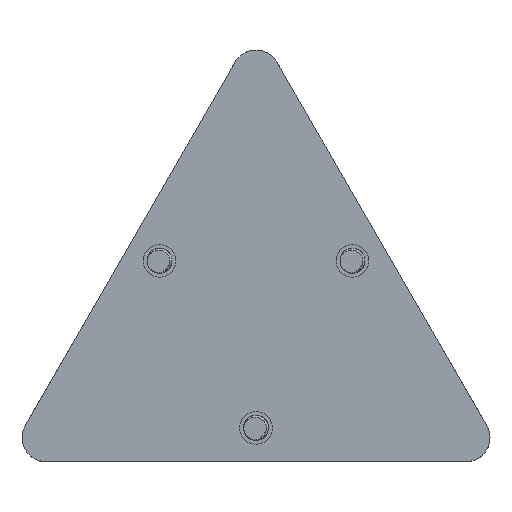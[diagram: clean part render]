
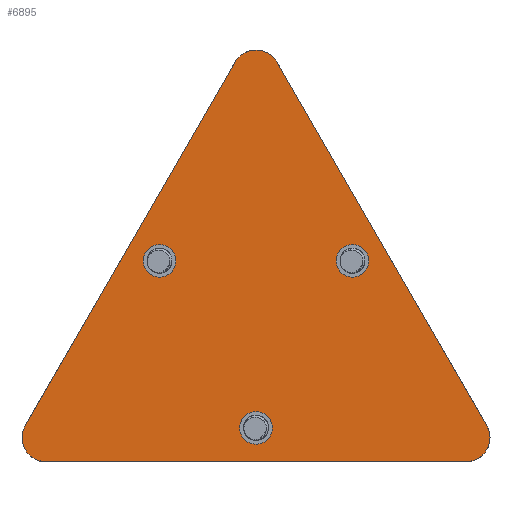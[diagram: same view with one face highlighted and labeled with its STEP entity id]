
A CAD part, top view. The second image highlights one B-rep face of the part: STEP entity #6895.
In plain terms, the highlighted planar face has unit normal (0, 0, 1).
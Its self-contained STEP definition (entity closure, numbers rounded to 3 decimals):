
#104=FACE_BOUND('',#918,.T.);
#105=FACE_BOUND('',#919,.T.);
#106=FACE_BOUND('',#920,.T.);
#147=PLANE('',#7404);
#534=FACE_OUTER_BOUND('',#917,.T.);
#917=EDGE_LOOP('',(#6152,#6153,#6154,#6155,#6156,#6157));
#918=EDGE_LOOP('',(#6158));
#919=EDGE_LOOP('',(#6159));
#920=EDGE_LOOP('',(#6160));
#1007=CIRCLE('',#7379,9.637);
#1009=CIRCLE('',#7387,9.637);
#1011=CIRCLE('',#7394,9.637);
#1012=CIRCLE('',#7396,6.5);
#1014=CIRCLE('',#7399,6.5);
#1016=CIRCLE('',#7402,6.5);
#1953=LINE('',#43219,#2302);
#1958=LINE('',#43268,#2307);
#1963=LINE('',#43315,#2312);
#2302=VECTOR('',#8568,10.);
#2307=VECTOR('',#8589,10.);
#2312=VECTOR('',#8610,10.);
#2993=VERTEX_POINT('',#43216);
#2994=VERTEX_POINT('',#43218);
#2997=VERTEX_POINT('',#43226);
#3002=VERTEX_POINT('',#43265);
#3003=VERTEX_POINT('',#43267);
#3010=VERTEX_POINT('',#43313);
#3011=VERTEX_POINT('',#43319);
#3013=VERTEX_POINT('',#43325);
#3015=VERTEX_POINT('',#43331);
#4036=EDGE_CURVE('',#2994,#2993,#1953,.T.);
#4041=EDGE_CURVE('',#2993,#2997,#1007,.T.);
#4049=EDGE_CURVE('',#3003,#3002,#1958,.T.);
#4053=EDGE_CURVE('',#3002,#2994,#1009,.T.);
#4062=EDGE_CURVE('',#2997,#3010,#1963,.T.);
#4063=EDGE_CURVE('',#3010,#3003,#1011,.T.);
#4064=EDGE_CURVE('',#3011,#3011,#1012,.T.);
#4067=EDGE_CURVE('',#3013,#3013,#1014,.T.);
#4070=EDGE_CURVE('',#3015,#3015,#1016,.T.);
#6152=ORIENTED_EDGE('',*,*,#4053,.T.);
#6153=ORIENTED_EDGE('',*,*,#4036,.T.);
#6154=ORIENTED_EDGE('',*,*,#4041,.T.);
#6155=ORIENTED_EDGE('',*,*,#4062,.T.);
#6156=ORIENTED_EDGE('',*,*,#4063,.T.);
#6157=ORIENTED_EDGE('',*,*,#4049,.T.);
#6158=ORIENTED_EDGE('',*,*,#4070,.T.);
#6159=ORIENTED_EDGE('',*,*,#4067,.T.);
#6160=ORIENTED_EDGE('',*,*,#4064,.T.);
#6895=ADVANCED_FACE('',(#534,#104,#105,#106),#147,.T.);
#7379=AXIS2_PLACEMENT_3D('',#43228,#8576,#8577);
#7387=AXIS2_PLACEMENT_3D('',#43275,#8596,#8597);
#7394=AXIS2_PLACEMENT_3D('',#43317,#8613,#8614);
#7396=AXIS2_PLACEMENT_3D('',#43320,#8617,#8618);
#7399=AXIS2_PLACEMENT_3D('',#43326,#8624,#8625);
#7402=AXIS2_PLACEMENT_3D('',#43332,#8631,#8632);
#7404=AXIS2_PLACEMENT_3D('',#43336,#8636,#8637);
#8568=DIRECTION('',(1.,0.,0.));
#8576=DIRECTION('center_axis',(0.,0.,1.));
#8577=DIRECTION('ref_axis',(0.,-1.,0.));
#8589=DIRECTION('',(-0.5,-0.866,0.));
#8596=DIRECTION('center_axis',(0.,0.,1.));
#8597=DIRECTION('ref_axis',(-0.866,0.5,0.));
#8610=DIRECTION('',(-0.5,0.866,0.));
#8613=DIRECTION('center_axis',(0.,0.,1.));
#8614=DIRECTION('ref_axis',(0.866,0.5,0.));
#8617=DIRECTION('center_axis',(0.,0.,-1.));
#8618=DIRECTION('ref_axis',(1.,0.,0.));
#8624=DIRECTION('center_axis',(0.,0.,-1.));
#8625=DIRECTION('ref_axis',(1.,0.,0.));
#8631=DIRECTION('center_axis',(0.,0.,-1.));
#8632=DIRECTION('ref_axis',(1.,0.,0.));
#8636=DIRECTION('center_axis',(0.,0.,1.));
#8637=DIRECTION('ref_axis',(1.,0.,0.));
#43216=CARTESIAN_POINT('',(83.309,-57.735,16.));
#43218=CARTESIAN_POINT('',(-83.309,-57.735,16.));
#43219=CARTESIAN_POINT('',(83.309,-57.735,16.));
#43226=CARTESIAN_POINT('',(91.654,-43.28,16.));
#43228=CARTESIAN_POINT('Origin',(83.309,-48.098,16.));
#43265=CARTESIAN_POINT('',(-91.654,-43.28,16.));
#43267=CARTESIAN_POINT('',(-8.346,101.015,16.));
#43268=CARTESIAN_POINT('',(-91.654,-43.28,16.));
#43275=CARTESIAN_POINT('Origin',(-83.309,-48.098,16.));
#43313=CARTESIAN_POINT('',(8.346,101.015,16.));
#43315=CARTESIAN_POINT('',(8.346,101.015,16.));
#43317=CARTESIAN_POINT('Origin',(0.,96.196,
16.));
#43319=CARTESIAN_POINT('',(-6.5,-44.235,16.));
#43320=CARTESIAN_POINT('Origin',(0.,-44.235,
16.));
#43325=CARTESIAN_POINT('',(31.809,22.118,16.));
#43326=CARTESIAN_POINT('Origin',(38.309,22.118,16.));
#43331=CARTESIAN_POINT('',(-44.809,22.118,16.));
#43332=CARTESIAN_POINT('Origin',(-38.309,22.118,16.));
#43336=CARTESIAN_POINT('Origin',(0.,24.049,
16.));
